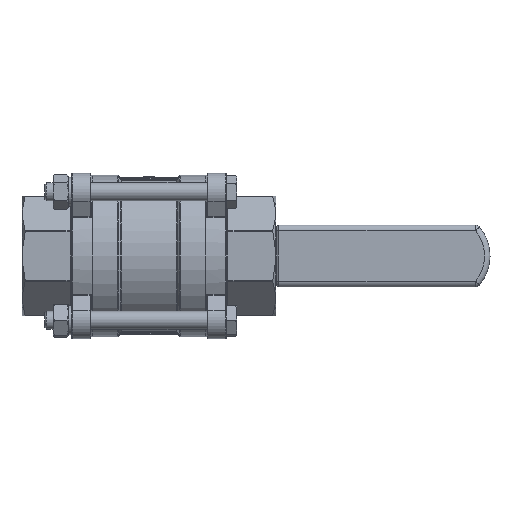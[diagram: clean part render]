
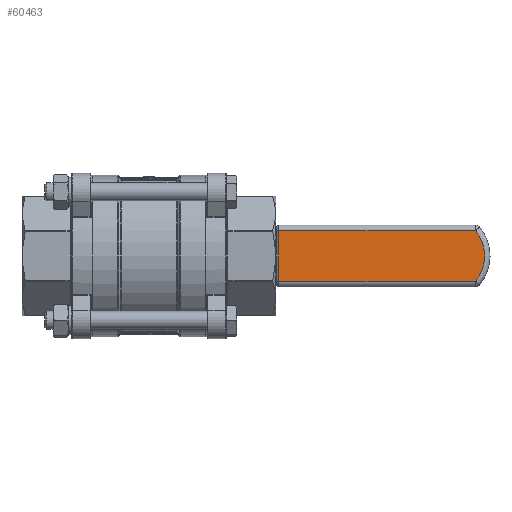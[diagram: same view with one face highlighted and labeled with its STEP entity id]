
A CAD part, front view. The second image highlights one B-rep face of the part: STEP entity #60463.
In plain terms, the highlighted planar face has unit normal (0, -1, 0).
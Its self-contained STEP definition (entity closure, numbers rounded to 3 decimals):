
#1488 = VERTEX_POINT ( 'NONE', #51159 ) ;
#3060 = VECTOR ( 'NONE', #52966, 1000. ) ;
#3873 = DIRECTION ( 'NONE',  ( -1., 0., 0. ) ) ;
#6635 = VECTOR ( 'NONE', #42633, 1000. ) ;
#6697 = EDGE_CURVE ( 'NONE', #32775, #1488, #25231, .T. ) ;
#7231 = ORIENTED_EDGE ( 'NONE', *, *, #16835, .T. ) ;
#7803 = CARTESIAN_POINT ( 'NONE',  ( 71.485, 116., -14. ) ) ;
#10323 = CARTESIAN_POINT ( 'NONE',  ( 162.999, 116., 0. ) ) ;
#16835 = EDGE_CURVE ( 'NONE', #49112, #32775, #26977, .T. ) ;
#20194 = AXIS2_PLACEMENT_3D ( 'NONE', #10323, #38158, #38640 ) ;
#22588 = FACE_OUTER_BOUND ( 'NONE', #72744, .T. ) ;
#24452 = VERTEX_POINT ( 'NONE', #7803 ) ;
#25231 = LINE ( 'NONE', #38391, #42264 ) ;
#26977 = CIRCLE ( 'NONE', #20194, 22. ) ;
#32775 = VERTEX_POINT ( 'NONE', #34853 ) ;
#34853 = CARTESIAN_POINT ( 'NONE',  ( 179.97, 116., 14. ) ) ;
#38158 = DIRECTION ( 'NONE',  ( 0., -1., 0. ) ) ;
#38391 = CARTESIAN_POINT ( 'NONE',  ( 188., 116., 14. ) ) ;
#38640 = DIRECTION ( 'NONE',  ( -1., 0., 0. ) ) ;
#41856 = EDGE_CURVE ( 'NONE', #1488, #24452, #46181, .T. ) ;
#42264 = VECTOR ( 'NONE', #3873, 1000. ) ;
#42633 = DIRECTION ( 'NONE',  ( 1., 0., 0. ) ) ;
#43619 = CARTESIAN_POINT ( 'NONE',  ( 188., 116., 17. ) ) ;
#46181 = LINE ( 'NONE', #63966, #3060 ) ;
#46435 = ORIENTED_EDGE ( 'NONE', *, *, #41856, .T. ) ;
#46948 = LINE ( 'NONE', #70367, #6635 ) ;
#48377 = DIRECTION ( 'NONE',  ( -1., 0., 0. ) ) ;
#49112 = VERTEX_POINT ( 'NONE', #53029 ) ;
#49369 = PLANE ( 'NONE',  #51538 ) ;
#51159 = CARTESIAN_POINT ( 'NONE',  ( 71.485, 116., 14. ) ) ;
#51538 = AXIS2_PLACEMENT_3D ( 'NONE', #43619, #55109, #48377 ) ;
#52966 = DIRECTION ( 'NONE',  ( 0., 0., -1. ) ) ;
#53029 = CARTESIAN_POINT ( 'NONE',  ( 179.97, 116., -14. ) ) ;
#55109 = DIRECTION ( 'NONE',  ( 0., 1., 0. ) ) ;
#59631 = EDGE_CURVE ( 'NONE', #24452, #49112, #46948, .T. ) ;
#60463 = ADVANCED_FACE ( 'NONE', ( #22588 ), #49369, .F. ) ;
#61431 = ORIENTED_EDGE ( 'NONE', *, *, #6697, .T. ) ;
#63966 = CARTESIAN_POINT ( 'NONE',  ( 71.485, 116., 17. ) ) ;
#68356 = ORIENTED_EDGE ( 'NONE', *, *, #59631, .T. ) ;
#70367 = CARTESIAN_POINT ( 'NONE',  ( 181.329, 116., -14. ) ) ;
#72744 = EDGE_LOOP ( 'NONE', ( #46435, #68356, #7231, #61431 ) ) ;
